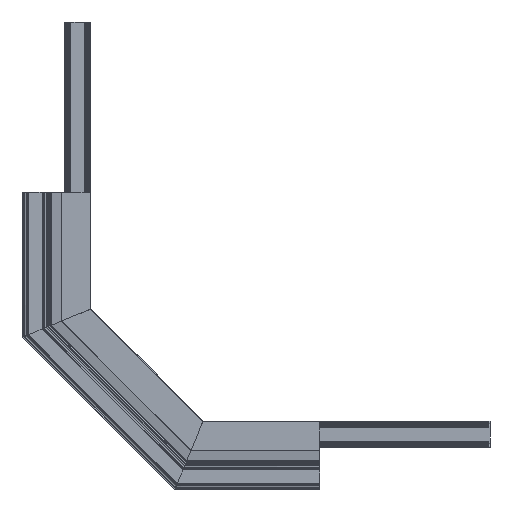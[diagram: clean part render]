
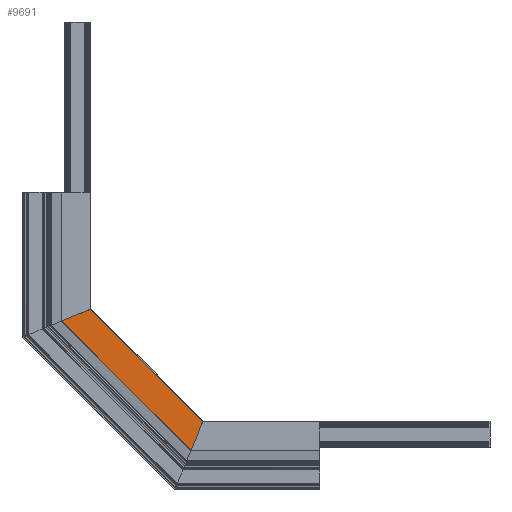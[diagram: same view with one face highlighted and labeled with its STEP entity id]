
A CAD part, left-side view. The second image highlights one B-rep face of the part: STEP entity #9691.
In plain terms, the highlighted face is planar.
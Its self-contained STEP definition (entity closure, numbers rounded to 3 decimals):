
#317 = CARTESIAN_POINT ( 'NONE',  ( 2., 500., -18.68 ) ) ;
#474 = AXIS2_PLACEMENT_3D ( 'NONE', #16552, #6074, #9014 ) ;
#1249 = LINE ( 'NONE', #18625, #2175 ) ;
#1456 = DIRECTION ( 'NONE',  ( 0., -1., 0. ) ) ;
#2175 = VECTOR ( 'NONE', #11193, 1000. ) ;
#2869 = PLANE ( 'NONE',  #474 ) ;
#2977 = VERTEX_POINT ( 'NONE', #4404 ) ;
#3775 = EDGE_CURVE ( 'NONE', #2977, #5311, #8865, .T. ) ;
#4059 = CARTESIAN_POINT ( 'NONE',  ( 2., 142.619, -18.68 ) ) ;
#4404 = CARTESIAN_POINT ( 'NONE',  ( 2., 343.638, 14.5 ) ) ;
#4723 = LINE ( 'NONE', #16652, #8512 ) ;
#5045 = ORIENTED_EDGE ( 'NONE', *, *, #3775, .T. ) ;
#5311 = VERTEX_POINT ( 'NONE', #16478 ) ;
#6074 = DIRECTION ( 'NONE',  ( -1., 0., 0. ) ) ;
#6432 = DIRECTION ( 'NONE',  ( 0., -1., 0. ) ) ;
#7913 = EDGE_CURVE ( 'NONE', #14076, #5311, #1249, .T. ) ;
#8512 = VECTOR ( 'NONE', #17512, 1000. ) ;
#8777 = EDGE_LOOP ( 'NONE', ( #5045, #13961, #10831, #13742 ) ) ;
#8865 = LINE ( 'NONE', #9058, #14779 ) ;
#8980 = EDGE_CURVE ( 'NONE', #15419, #14076, #12408, .T. ) ;
#9014 = DIRECTION ( 'NONE',  ( 0., 0., 1. ) ) ;
#9058 = CARTESIAN_POINT ( 'NONE',  ( 2., 500., 14.5 ) ) ;
#9691 = ADVANCED_FACE ( 'NONE', ( #10200 ), #2869, .F. ) ;
#10200 = FACE_OUTER_BOUND ( 'NONE', #8777, .T. ) ;
#10831 = ORIENTED_EDGE ( 'NONE', *, *, #8980, .F. ) ;
#11193 = DIRECTION ( 'NONE',  ( 0., 0.383, 0.924 ) ) ;
#12408 = LINE ( 'NONE', #317, #18371 ) ;
#13623 = CARTESIAN_POINT ( 'NONE',  ( 2., 357.381, -18.68 ) ) ;
#13742 = ORIENTED_EDGE ( 'NONE', *, *, #15514, .F. ) ;
#13961 = ORIENTED_EDGE ( 'NONE', *, *, #7913, .F. ) ;
#14076 = VERTEX_POINT ( 'NONE', #4059 ) ;
#14779 = VECTOR ( 'NONE', #1456, 1000. ) ;
#15419 = VERTEX_POINT ( 'NONE', #13623 ) ;
#15514 = EDGE_CURVE ( 'NONE', #2977, #15419, #4723, .T. ) ;
#16478 = CARTESIAN_POINT ( 'NONE',  ( 2., 156.362, 14.5 ) ) ;
#16552 = CARTESIAN_POINT ( 'NONE',  ( 2., 500., 14.5 ) ) ;
#16652 = CARTESIAN_POINT ( 'NONE',  ( 2., 376.775, -65.5 ) ) ;
#17512 = DIRECTION ( 'NONE',  ( 0., 0.383, -0.924 ) ) ;
#18371 = VECTOR ( 'NONE', #6432, 1000. ) ;
#18625 = CARTESIAN_POINT ( 'NONE',  ( 2., 156.776, 15.5 ) ) ;
